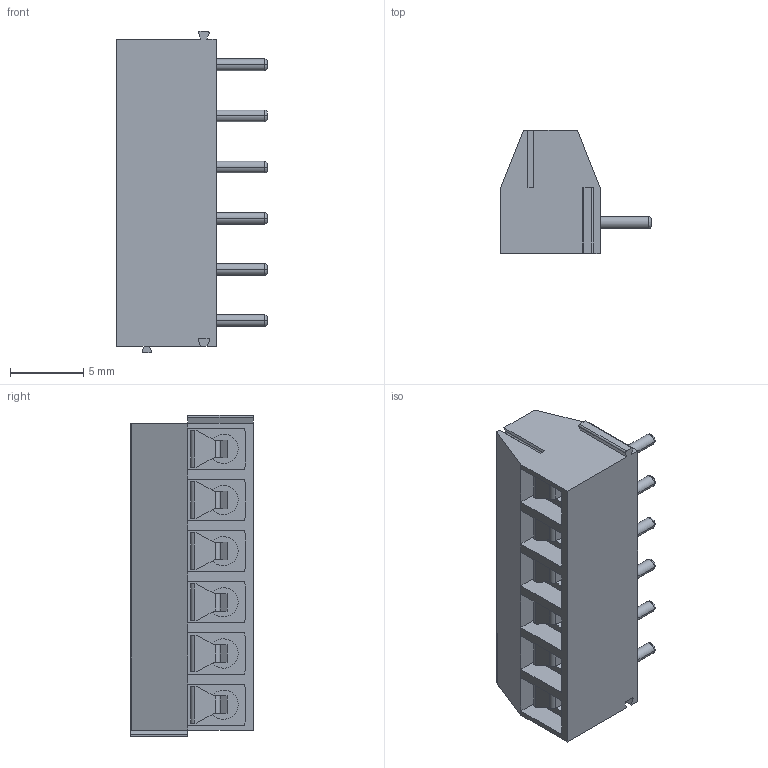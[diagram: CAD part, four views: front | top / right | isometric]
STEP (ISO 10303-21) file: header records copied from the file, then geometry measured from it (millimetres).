
FILE_DESCRIPTION( ('This file contains a STEP AP42 implementation' ,'as created by ZW3D STEP Interface translator.') ,'2;1' );
FILE_NAME( 'WJ350R-3.5-06P-14-00A.stp' ,'211019.1355 0', (''), ('ZWCAD Software Co.'), 'Version 1.0', 'ZW3D to STEP translator', '' );
FILE_SCHEMA(('AUTOMOTIVE_DESIGN'));
Length unit declared in the file: millimetre
Products named in the file (2): 0; 錨璃001
Bounding box: 10.3 x 8.4 x 21.96 mm (x, y, z)
Volume: 776.5 mm3; surface area: 1650.2 mm2
Topology: 1 solids, 1 shells, 456 faces, 1152 edges, 746 vertices
Faces by surface type: bspline 456
Entity records: 16026 total; most frequent: CARTESIAN_POINT 8837, ORIENTED_EDGE 2304, EDGE_CURVE 1152, B_SPLINE_CURVE_WITH_KNOTS 760, VERTEX_POINT 746, EDGE_LOOP 504, FACE_OUTER_BOUND 456, ADVANCED_FACE 456
